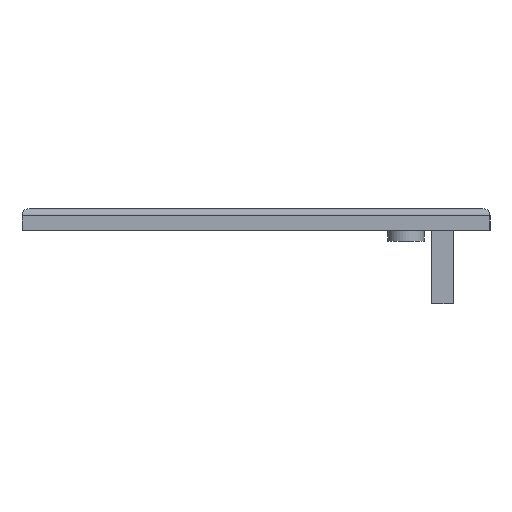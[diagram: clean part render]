
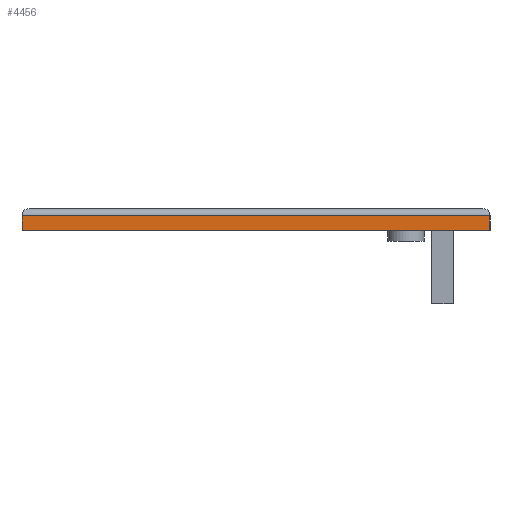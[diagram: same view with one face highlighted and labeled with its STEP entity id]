
A CAD part, left-side view. The second image highlights one B-rep face of the part: STEP entity #4456.
In plain terms, the highlighted planar face has unit normal (-1, 0, 0).
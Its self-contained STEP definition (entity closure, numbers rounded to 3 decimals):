
#1148 = VERTEX_POINT('',#1149);
#1149 = CARTESIAN_POINT('',(0.,0.,2.));
#1181 = VERTEX_POINT('',#1182);
#1182 = CARTESIAN_POINT('',(0.,64.,2.));
#1189 = EDGE_CURVE('',#1181,#1148,#1190,.T.);
#1190 = LINE('',#1191,#1192);
#1191 = CARTESIAN_POINT('',(0.,64.,2.));
#1192 = VECTOR('',#1193,1.);
#1193 = DIRECTION('',(0.,-1.,0.));
#4429 = EDGE_CURVE('',#4430,#1148,#4432,.T.);
#4430 = VERTEX_POINT('',#4431);
#4431 = CARTESIAN_POINT('',(0.,0.,0.));
#4432 = LINE('',#4433,#4434);
#4433 = CARTESIAN_POINT('',(0.,0.,0.));
#4434 = VECTOR('',#4435,1.);
#4435 = DIRECTION('',(0.,0.,1.));
#4456 = ADVANCED_FACE('',(#4457),#4475,.F.);
#4457 = FACE_BOUND('',#4458,.F.);
#4458 = EDGE_LOOP('',(#4459,#4467,#4468,#4469));
#4459 = ORIENTED_EDGE('',*,*,#4460,.T.);
#4460 = EDGE_CURVE('',#4461,#1181,#4463,.T.);
#4461 = VERTEX_POINT('',#4462);
#4462 = CARTESIAN_POINT('',(0.,64.,0.));
#4463 = LINE('',#4464,#4465);
#4464 = CARTESIAN_POINT('',(0.,64.,0.));
#4465 = VECTOR('',#4466,1.);
#4466 = DIRECTION('',(0.,0.,1.));
#4467 = ORIENTED_EDGE('',*,*,#1189,.T.);
#4468 = ORIENTED_EDGE('',*,*,#4429,.F.);
#4469 = ORIENTED_EDGE('',*,*,#4470,.F.);
#4470 = EDGE_CURVE('',#4461,#4430,#4471,.T.);
#4471 = LINE('',#4472,#4473);
#4472 = CARTESIAN_POINT('',(0.,64.,0.));
#4473 = VECTOR('',#4474,1.);
#4474 = DIRECTION('',(0.,-1.,0.));
#4475 = PLANE('',#4476);
#4476 = AXIS2_PLACEMENT_3D('',#4477,#4478,#4479);
#4477 = CARTESIAN_POINT('',(0.,64.,0.));
#4478 = DIRECTION('',(1.,0.,0.));
#4479 = DIRECTION('',(0.,-1.,0.));
